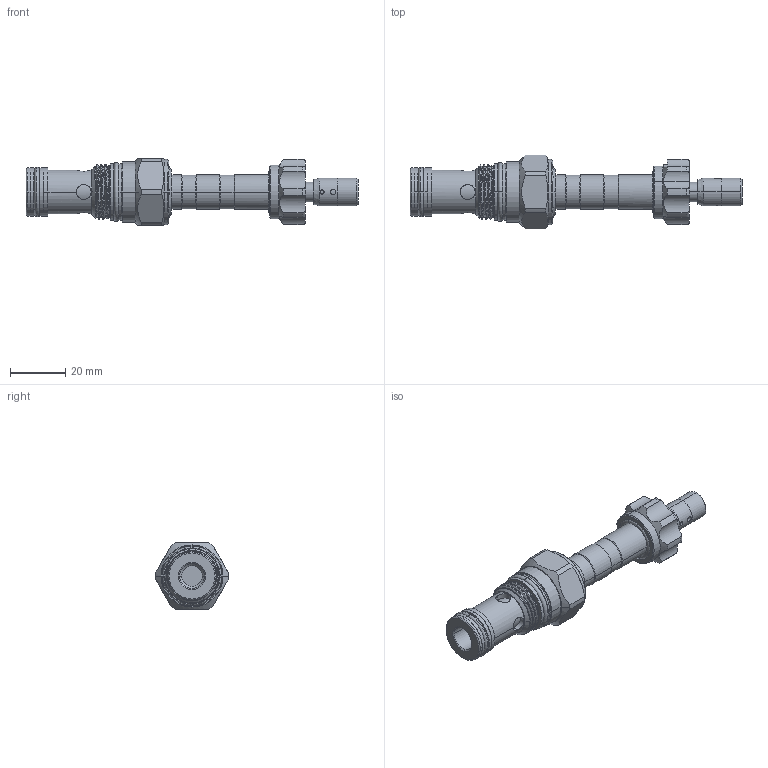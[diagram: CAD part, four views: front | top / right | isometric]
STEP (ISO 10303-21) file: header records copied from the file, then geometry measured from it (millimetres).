
FILE_DESCRIPTION (( 'STEP AP203' ), '1' );
FILE_NAME ('EP13A2A02T05.STEP', '2020-03-31T07:35:09', ( '' ), ( '' ), 'SwSTEP 2.0', 'SolidWorks 2018', '' );
FILE_SCHEMA (( 'CONFIG_CONTROL_DESIGN' ));
Length unit declared in the file: millimetre
Products named in the file (1): EP13A2A02T05
Bounding box: 120.15 x 26.7 x 24 mm (x, y, z)
Volume: 25051.4 mm3; surface area: 10127.4 mm2
Topology: 4 solids, 4 shells, 237 faces, 552 edges, 348 vertices
Faces by surface type: cylinder 128, cone 46, plane 36, torus 22, bspline 5
Entity records: 10611 total; most frequent: CARTESIAN_POINT 5147, DIRECTION 1160, ORIENTED_EDGE 1104, EDGE_CURVE 552, AXIS2_PLACEMENT_3D 494, VERTEX_POINT 348, EDGE_LOOP 270, CIRCLE 261
